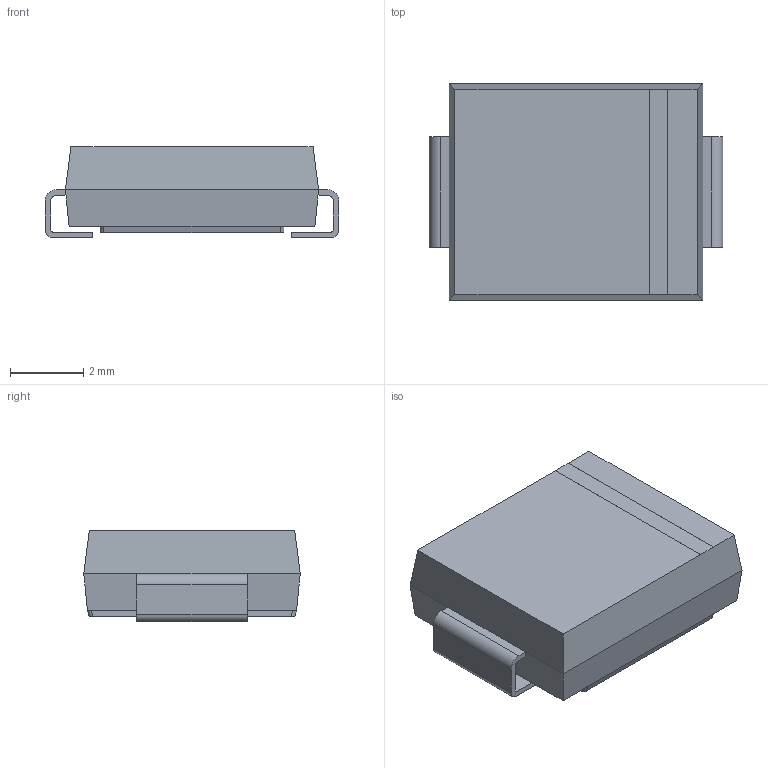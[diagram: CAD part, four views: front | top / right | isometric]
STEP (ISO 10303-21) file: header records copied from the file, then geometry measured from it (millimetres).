
FILE_DESCRIPTION(('FreeCAD Model'),'2;1');
FILE_NAME('SMC.step', '2019-04-26T14:36:48',('kicad StepUp'),('ksu MCAD'), 'Open CASCADE STEP processor 7.3','FreeCAD','Unknown');
FILE_SCHEMA(('AUTOMOTIVE_DESIGN { 1 0 10303 214 1 1 1 1 }'));
Length unit declared in the file: millimetre
Products named in the file (1): SMC
Bounding box: 8 x 5.9 x 2.48 mm (x, y, z)
Volume: 92.5 mm3; surface area: 167.5 mm2
Topology: 1 solids, 1 shells, 52 faces, 134 edges, 84 vertices
Faces by surface type: plane 30, bspline 14, cylinder 8
Entity records: 2182 total; most frequent: CARTESIAN_POINT 635, ORIENTED_EDGE 268, DIRECTION 198, EDGE_CURVE 134, LINE 88, VECTOR 88, VERTEX_POINT 84, AXIS2_PLACEMENT_3D 55
